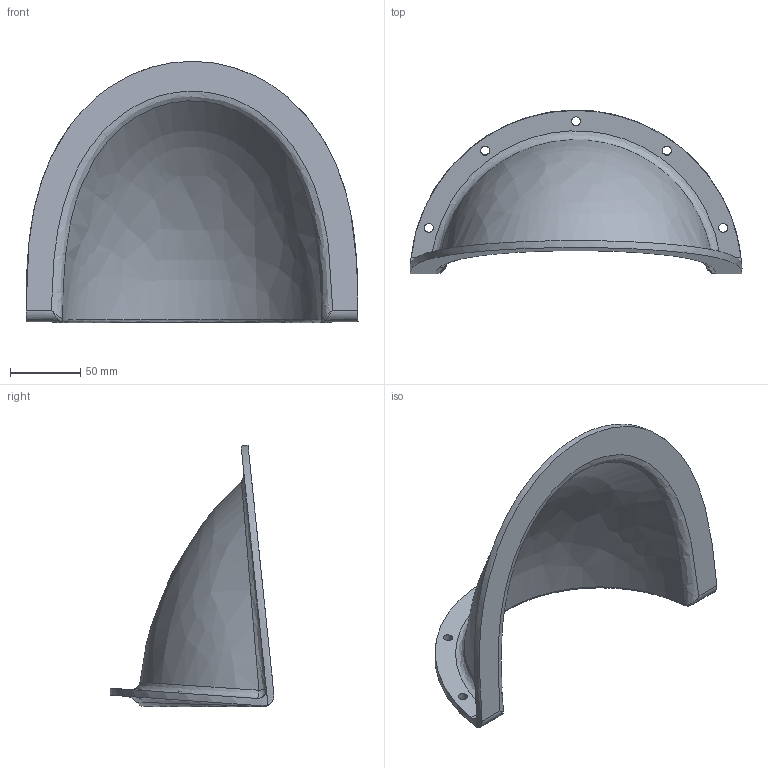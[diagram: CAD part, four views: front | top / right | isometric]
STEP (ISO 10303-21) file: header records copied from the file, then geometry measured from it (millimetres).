
FILE_DESCRIPTION(/* description */ (''),/* implementation_level */ '2;1');
FILE_NAME(/* name */ 'Ø185 short model SE80-100.stp',/* time_stamp */ '2015-10-15T09:47:45+02:00',/* author */ ('elvira'),/* organization */ (''),/* preprocessor_version */ 'ST-DEVELOPER v15.6',/* originating_system */ 'Autodesk Inventor 2015',/* authorisation */ '');
FILE_SCHEMA (('AUTOMOTIVE_DESIGN { 1 0 10303 214 3 1 1 }'));
Length unit declared in the file: millimetre
Products named in the file (1): Ø185 short model SE80-100
Bounding box: 236 x 116.54 x 185.8 mm (x, y, z)
Volume: 274659.9 mm3; surface area: 110680.9 mm2
Topology: 1 solids, 1 shells, 39 faces, 106 edges, 67 vertices
Faces by surface type: bspline 20, cylinder 11, plane 6, sphere 2
Full cylindrical faces by diameter (mm): 6.5 x5
Entity records: 2572 total; most frequent: CARTESIAN_POINT 1704, ORIENTED_EDGE 188, DIRECTION 110, EDGE_CURVE 94, VERTEX_POINT 62, EDGE_LOOP 54, B_SPLINE_CURVE_WITH_KNOTS 52, AXIS2_PLACEMENT_3D 48
